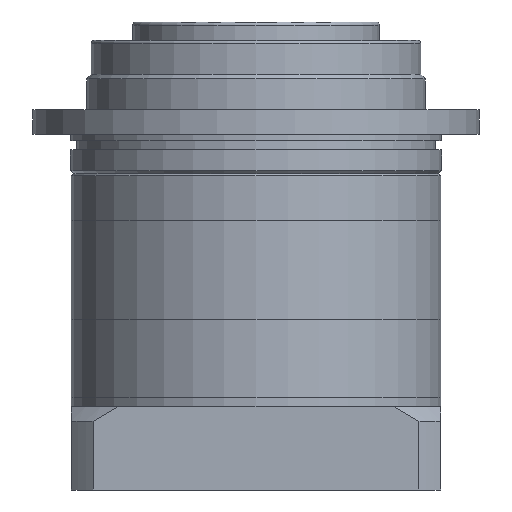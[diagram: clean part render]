
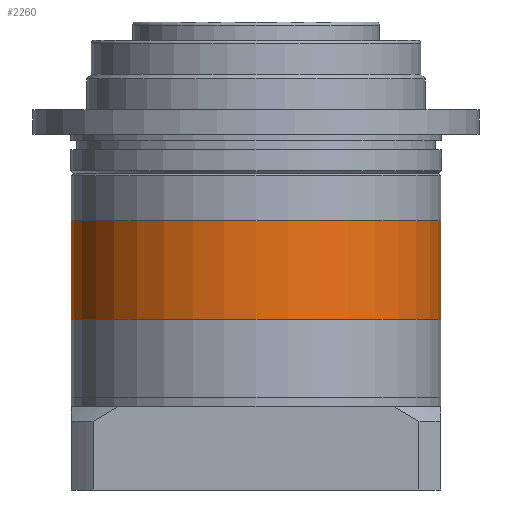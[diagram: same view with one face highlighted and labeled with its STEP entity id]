
A CAD part, front view. The second image highlights one B-rep face of the part: STEP entity #2260.
In plain terms, the highlighted cylindrical face has radius 60 mm (diameter 120 mm), a partial arc.
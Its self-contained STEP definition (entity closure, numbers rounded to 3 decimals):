
#40 = VERTEX_POINT ( 'NONE', #7814 ) ;
#53 = DIRECTION ( 'NONE',  ( -1., 0., 0. ) ) ;
#604 = LINE ( 'NONE', #4888, #2125 ) ;
#981 = CARTESIAN_POINT ( 'NONE',  ( -60., 0., 60.5 ) ) ;
#1051 = DIRECTION ( 'NONE',  ( 0., 0., -1. ) ) ;
#1415 = ORIENTED_EDGE ( 'NONE', *, *, #6934, .F. ) ;
#1624 = ORIENTED_EDGE ( 'NONE', *, *, #3081, .F. ) ;
#1946 = ORIENTED_EDGE ( 'NONE', *, *, #1955, .T. ) ;
#1955 = EDGE_CURVE ( 'NONE', #40, #2863, #4193, .T. ) ;
#2014 = AXIS2_PLACEMENT_3D ( 'NONE', #3891, #7708, #53 ) ;
#2081 = CARTESIAN_POINT ( 'NONE',  ( 0., 0., 60.5 ) ) ;
#2120 = ORIENTED_EDGE ( 'NONE', *, *, #4837, .T. ) ;
#2125 = VECTOR ( 'NONE', #1051, 1000. ) ;
#2260 = ADVANCED_FACE ( 'NONE', ( #7827 ), #6993, .T. ) ;
#2281 = VECTOR ( 'NONE', #7983, 1000. ) ;
#2318 = AXIS2_PLACEMENT_3D ( 'NONE', #2671, #3024, #2609 ) ;
#2549 = VERTEX_POINT ( 'NONE', #981 ) ;
#2609 = DIRECTION ( 'NONE',  ( 1., 0., 0. ) ) ;
#2671 = CARTESIAN_POINT ( 'NONE',  ( 0., 0., 28.5 ) ) ;
#2693 = CARTESIAN_POINT ( 'NONE',  ( 60., 0., 60.5 ) ) ;
#2727 = DIRECTION ( 'NONE',  ( 1., 0., 0. ) ) ;
#2863 = VERTEX_POINT ( 'NONE', #7032 ) ;
#3024 = DIRECTION ( 'NONE',  ( 0., 0., 1. ) ) ;
#3081 = EDGE_CURVE ( 'NONE', #5153, #2863, #5652, .T. ) ;
#3187 = EDGE_LOOP ( 'NONE', ( #1624, #1415, #2120, #1946 ) ) ;
#3469 = CARTESIAN_POINT ( 'NONE',  ( 60., 0., 75.75 ) ) ;
#3891 = CARTESIAN_POINT ( 'NONE',  ( 0., 0., 75.75 ) ) ;
#4193 = CIRCLE ( 'NONE', #2318, 60. ) ;
#4837 = EDGE_CURVE ( 'NONE', #2549, #40, #604, .T. ) ;
#4888 = CARTESIAN_POINT ( 'NONE',  ( -60., 0., 75.75 ) ) ;
#5153 = VERTEX_POINT ( 'NONE', #2693 ) ;
#5652 = LINE ( 'NONE', #3469, #2281 ) ;
#6071 = CIRCLE ( 'NONE', #6807, 60. ) ;
#6538 = DIRECTION ( 'NONE',  ( 0., 0., 1. ) ) ;
#6807 = AXIS2_PLACEMENT_3D ( 'NONE', #2081, #6538, #2727 ) ;
#6934 = EDGE_CURVE ( 'NONE', #2549, #5153, #6071, .T. ) ;
#6993 = CYLINDRICAL_SURFACE ( 'NONE', #2014, 60. ) ;
#7032 = CARTESIAN_POINT ( 'NONE',  ( 60., 0., 28.5 ) ) ;
#7708 = DIRECTION ( 'NONE',  ( 0., 0., -1. ) ) ;
#7814 = CARTESIAN_POINT ( 'NONE',  ( -60., 0., 28.5 ) ) ;
#7827 = FACE_OUTER_BOUND ( 'NONE', #3187, .T. ) ;
#7983 = DIRECTION ( 'NONE',  ( 0., 0., -1. ) ) ;
